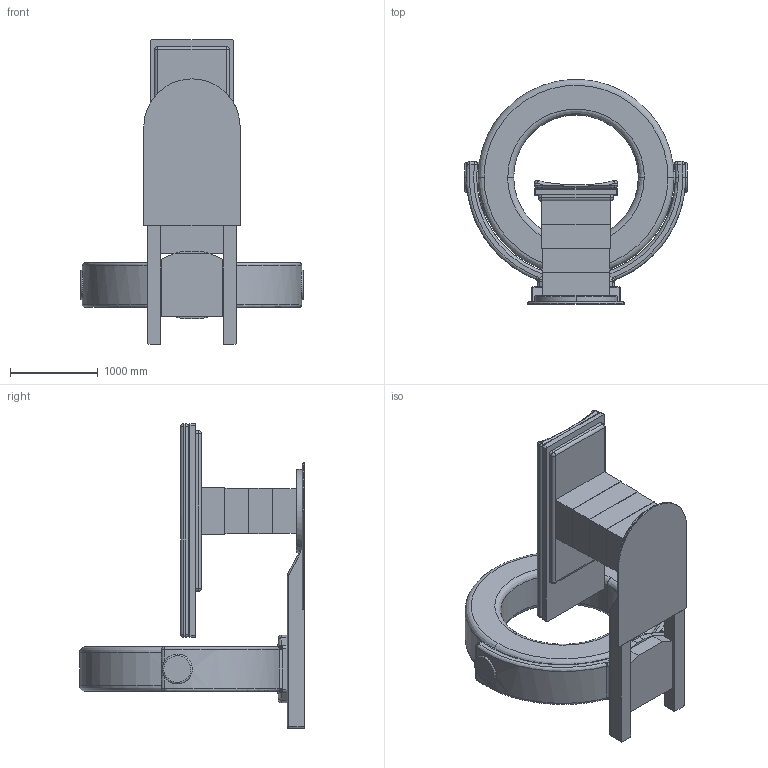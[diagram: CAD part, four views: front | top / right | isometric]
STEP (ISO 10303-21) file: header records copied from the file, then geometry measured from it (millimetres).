
FILE_DESCRIPTION(('FreeCAD Model'),'2;1');
FILE_NAME('Open CASCADE Shape Model','2025-04-29T13:19:39',('FreeCAD'),( 'FreeCAD'),'Open CASCADE STEP processor 7.6','FreeCAD','Unknown');
FILE_SCHEMA(('AUTOMOTIVE_DESIGN { 1 0 10303 214 1 1 1 1 }'));
Length unit declared in the file: millimetre
Products named in the file (1): Open CASCADE STEP translator 7.6 1
Bounding box: 2534.27 x 2558.8 x 3470.1 mm (x, y, z)
Volume: 2550613577 mm3; surface area: 43536685 mm2
Topology: 11 solids, 11 shells, 302 faces, 690 edges, 384 vertices
Faces by surface type: bspline 302
Entity records: 11186 total; most frequent: CARTESIAN_POINT 7387, ORIENTED_EDGE 1332, EDGE_CURVE 666, VERTEX_POINT 384, B_SPLINE_CURVE_WITH_KNOTS 369, FACE_BOUND 304, EDGE_LOOP 304, ADVANCED_FACE 302
